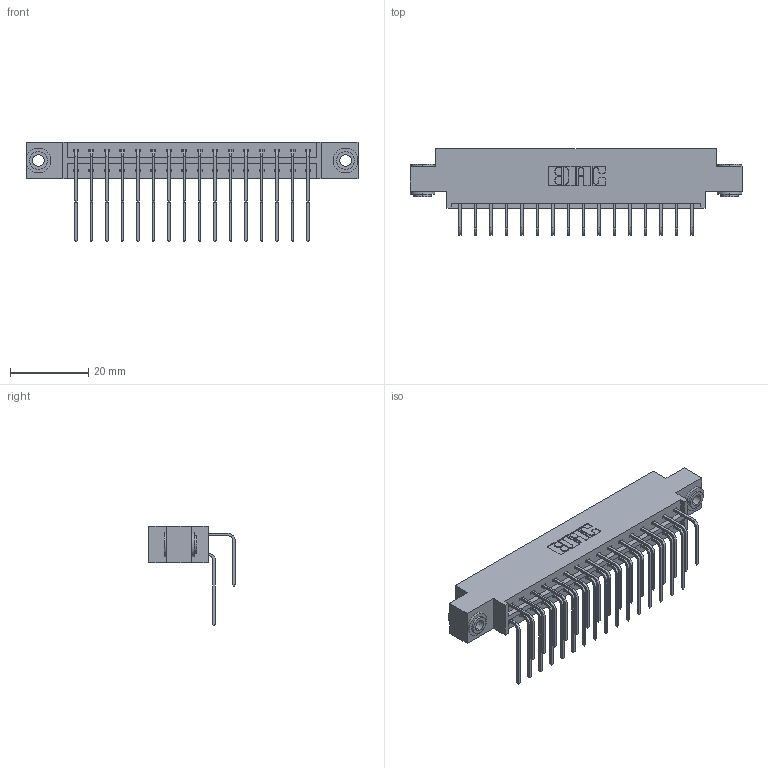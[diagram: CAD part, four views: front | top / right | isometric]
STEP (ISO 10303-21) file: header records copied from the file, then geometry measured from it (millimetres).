
FILE_DESCRIPTION (( 'STEP AP203' ), '1' );
FILE_NAME ('833-032-558-803.STEP', '2020-06-02T19:14:24', ( '' ), ( '' ), 'SwSTEP 2.0', 'SolidWorks 2020', '' );
FILE_SCHEMA (( 'CONFIG_CONTROL_DESIGN' ));
Length unit declared in the file: inch
Products named in the file (5): 833 Part_Offset - .156 Dia - TH; 345-292-001_558 Tail - 2; 345-292-001_558 559 Tail - 1; 833-032-558-803; 345-250-002_345-250-002-102
Assembly tree (35 placements, depth 2):
  833-032-558-803
    833 Part_Offset - .156 Dia - TH
    345-292-001_558 559 Tail - 1  x16
    345-292-001_558 Tail - 2  x16
    345-250-002_345-250-002-102  x2
Bounding box: 84.94 x 22.17 x 25.53 mm (x, y, z)
Volume: 8404.7 mm3; surface area: 11018.3 mm2
Topology: 35 solids, 35 shells, 1884 faces, 5551 edges, 3654 vertices
Faces by surface type: plane 1300, cylinder 576, cone 8
Entity records: 16222 total; most frequent: CARTESIAN_POINT 2748, ORIENTED_EDGE 2626, DIRECTION 2407, EDGE_CURVE 1313, VECTOR 1121, LINE 1121, VERTEX_POINT 870, AXIS2_PLACEMENT_3D 643
